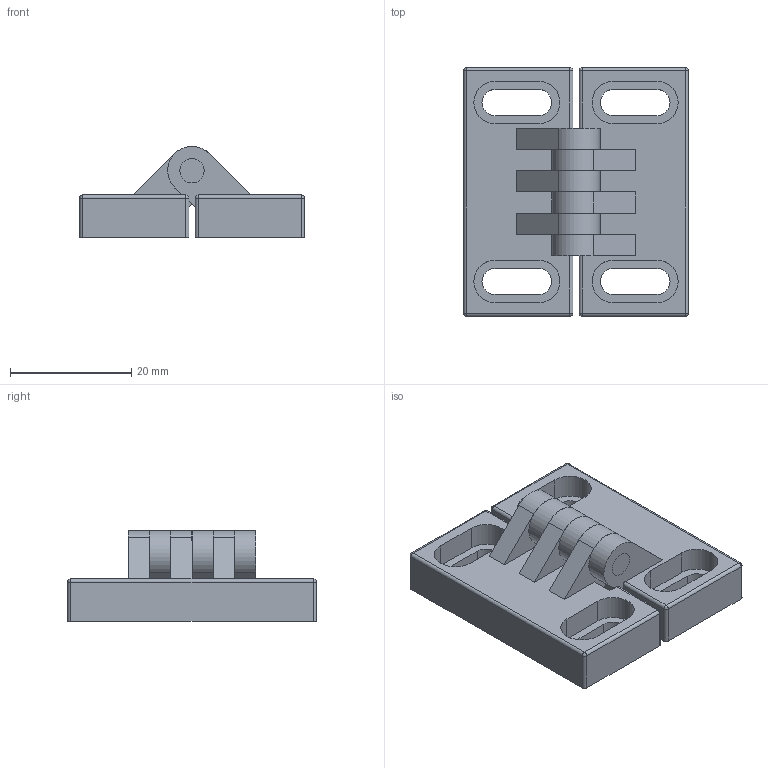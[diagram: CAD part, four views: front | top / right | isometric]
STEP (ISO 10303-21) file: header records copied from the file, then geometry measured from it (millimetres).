
FILE_DESCRIPTION((''),'2;1');
FILE_NAME('601321.iam.stp','2010-09-05T10:14:12',(''),(''),'Autodesk Inventor 2010','Autodesk Inventor 2010','');
FILE_SCHEMA(('AUTOMOTIVE_DESIGN { 1 0 10303 214 1 1 1 1 }'));
Length unit declared in the file: millimetre
Products named in the file (3): 601321; 601321-1; 601321-2
Assembly tree (3 placements, depth 2):
  601321
    601321-1  x2
    601321-2
Bounding box: 37 x 41 x 14.99 mm (x, y, z)
Volume: 8499.8 mm3; surface area: 7652.3 mm2
Topology: 3 solids, 3 shells, 177 faces, 453 edges, 282 vertices
Faces by surface type: plane 122, cylinder 41, sphere 8, bspline 6
Full cylindrical faces by diameter (mm): 4 x1
Entity records: 2771 total; most frequent: CARTESIAN_POINT 507, DIRECTION 453, ORIENTED_EDGE 438, EDGE_CURVE 219, VECTOR 171, LINE 171, AXIS2_PLACEMENT_3D 141, VERTEX_POINT 141
